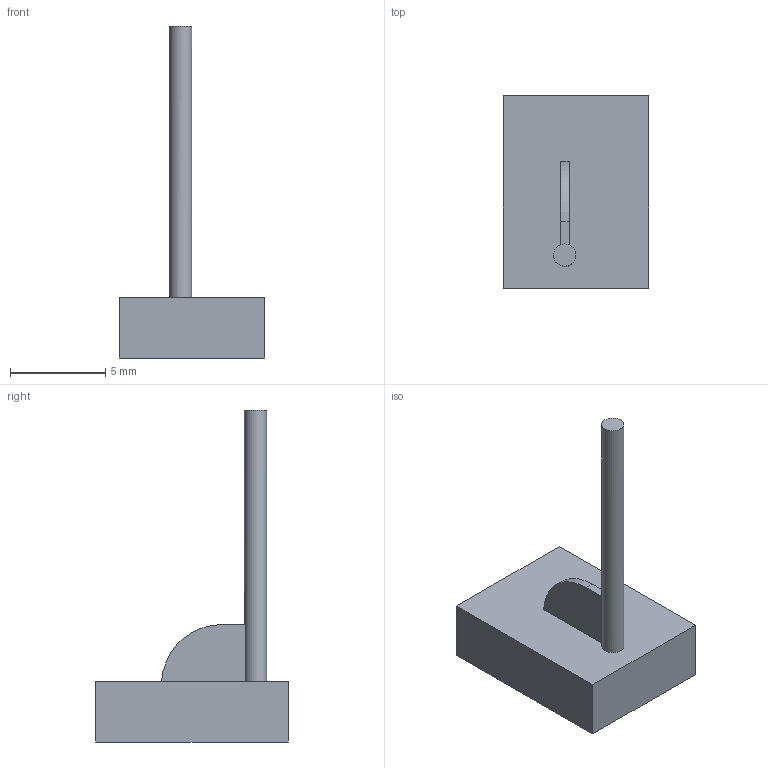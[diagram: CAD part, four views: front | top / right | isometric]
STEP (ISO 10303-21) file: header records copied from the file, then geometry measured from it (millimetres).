
FILE_DESCRIPTION(/* description */ (''),/* implementation_level */ '2;1');
FILE_NAME(/* name */ 'Hatch.stp',/* time_stamp */ '2024-11-05T03:07:42-06:00',/* author */ ('User'),/* organization */ (''),/* preprocessor_version */ 'ST-DEVELOPER v20',/* originating_system */ 'Autodesk Inventor 2025',/* authorisation */ '');
FILE_SCHEMA (('AUTOMOTIVE_DESIGN { 1 0 10303 214 3 1 1 }'));
Length unit declared in the file: inch
Products named in the file (1): Hatch
Bounding box: 7.66 x 10.13 x 17.46 mm (x, y, z)
Volume: 266.4 mm3; surface area: 342 mm2
Topology: 1 solids, 1 shells, 12 faces, 27 edges, 20 vertices
Faces by surface type: plane 10, cylinder 2
Full cylindrical faces by diameter (mm): 1.168 x1
Entity records: 395 total; most frequent: CARTESIAN_POINT 60, DIRECTION 59, ORIENTED_EDGE 54, EDGE_CURVE 27, LINE 21, VECTOR 21, AXIS2_PLACEMENT_3D 19, VERTEX_POINT 18
